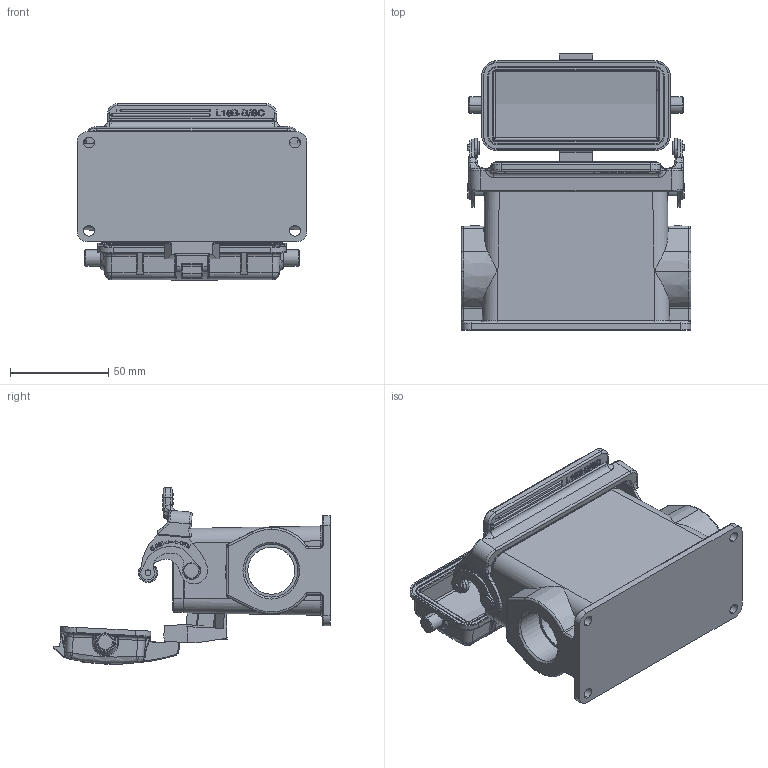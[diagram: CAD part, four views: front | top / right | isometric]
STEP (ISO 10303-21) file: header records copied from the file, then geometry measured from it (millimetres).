
FILE_DESCRIPTION(/* description */ (''),/* implementation_level */ '2;1');
FILE_NAME(/* name */ '3D_1240162615131_HV16B-SFH-1L_SC-MCV-2PG21_V1.1.stp',/* time_stamp */ '2024-01-03T15:59:50+08:00',/* author */ (''),/* organization */ (''),/* preprocessor_version */ 'ST-DEVELOPER v18.1',/* originating_system */ 'SIEMENS PLM Software NX 1980',/* authorisation */ '');
FILE_SCHEMA (('AUTOMOTIVE_DESIGN { 1 0 10303 214 3 1 1 1 }'));
Products named in the file (1): 145913980AD9o2ka
Bounding box: 117.01 x 140.87 x 89.99 mm (x, y, z)
Volume: 204526.4 mm3; surface area: 88256.9 mm2
Topology: 1 solids, 25 shells, 1949 faces, 5155 edges, 3313 vertices
Faces by surface type: cylinder 763, plane 731, torus 212, bspline 101, cone 56, extrusion 45, sphere 41
Full cylindrical faces by diameter (mm): 24 x2, 26.9 x2
Entity records: 77574 total; most frequent: CARTESIAN_POINT 27286, ORIENTED_EDGE 10164, DIRECTION 7728, EDGE_CURVE 5109, VERTEX_POINT 3311, AXIS2_PLACEMENT_3D 2907, B_SPLINE_CURVE_WITH_KNOTS 2142, EDGE_LOOP 2094
